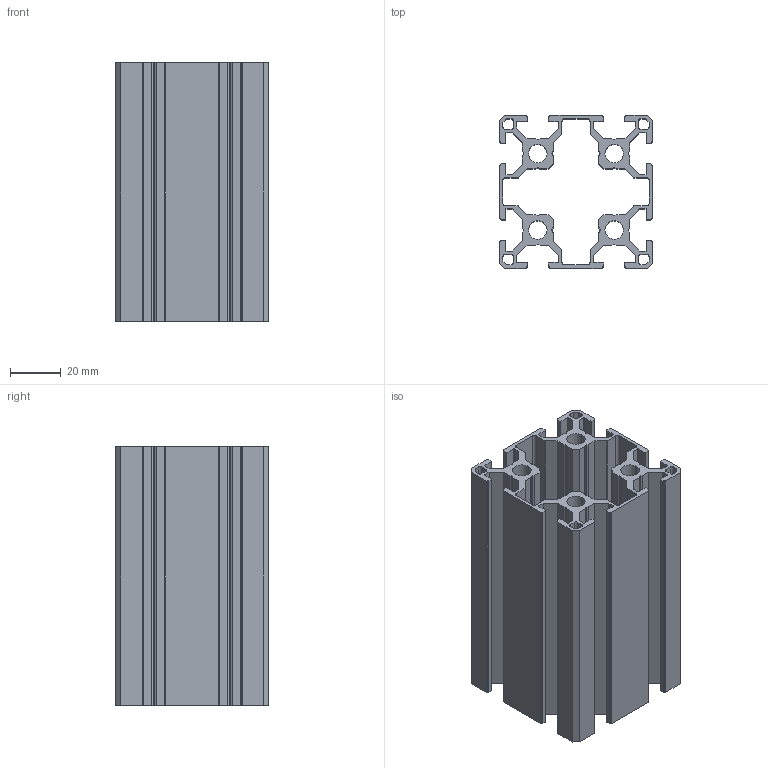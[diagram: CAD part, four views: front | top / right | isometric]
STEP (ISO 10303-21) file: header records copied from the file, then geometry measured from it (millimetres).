
FILE_DESCRIPTION (( 'STEP AP203' ), '1' );
FILE_NAME ('30-6060C.step', '2022-08-24T17:58:21', ( '' ), ( '' ), 'SwSTEP 2.0', 'SolidWorks 2021', '' );
FILE_SCHEMA (( 'CONFIG_CONTROL_DESIGN' ));
Length unit declared in the file: millimetre
Products named in the file (1): 30-6060C
Bounding box: 60 x 60 x 101.6 mm (x, y, z)
Volume: 92953.1 mm3; surface area: 85990.9 mm2
Topology: 1 solids, 1 shells, 376 faces, 1126 edges, 752 vertices
Faces by surface type: plane 222, cylinder 154
Entity records: 12823 total; most frequent: CARTESIAN_POINT 2255, ORIENTED_EDGE 2252, DIRECTION 2188, EDGE_CURVE 1126, LINE 818, VECTOR 818, VERTEX_POINT 752, AXIS2_PLACEMENT_3D 685
